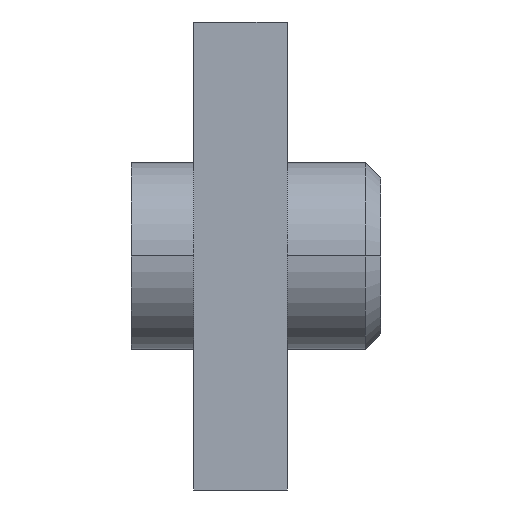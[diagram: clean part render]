
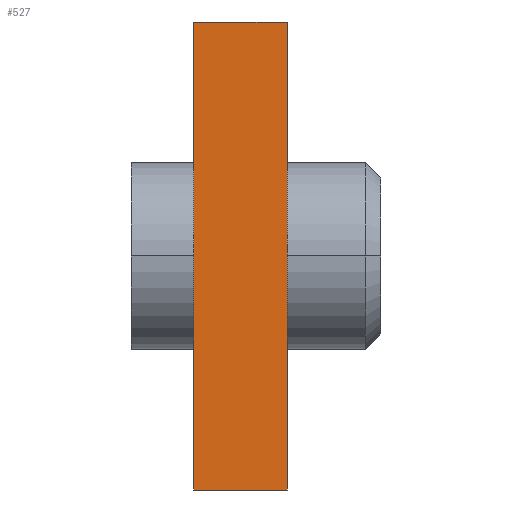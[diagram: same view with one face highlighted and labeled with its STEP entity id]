
A CAD part, left-side view. The second image highlights one B-rep face of the part: STEP entity #527.
In plain terms, the highlighted planar face has unit normal (-1, 0, 0).
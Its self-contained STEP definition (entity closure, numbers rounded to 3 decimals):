
#35 = DIRECTION ( 'NONE',  ( 0., 0., -1. ) ) ;
#45 = EDGE_LOOP ( 'NONE', ( #348, #158, #650, #740 ) ) ;
#141 = CARTESIAN_POINT ( 'NONE',  ( -60., 3., 7.5 ) ) ;
#150 = CARTESIAN_POINT ( 'NONE',  ( -60., 0., -7.5 ) ) ;
#158 = ORIENTED_EDGE ( 'NONE', *, *, #629, .F. ) ;
#211 = FACE_OUTER_BOUND ( 'NONE', #45, .T. ) ;
#219 = LINE ( 'NONE', #292, #419 ) ;
#252 = DIRECTION ( 'NONE',  ( 1., 0., 0. ) ) ;
#254 = CARTESIAN_POINT ( 'NONE',  ( -60., 0., 7.5 ) ) ;
#275 = VERTEX_POINT ( 'NONE', #141 ) ;
#280 = DIRECTION ( 'NONE',  ( 0., 0., 1. ) ) ;
#285 = CARTESIAN_POINT ( 'NONE',  ( -60., 3., -7.5 ) ) ;
#292 = CARTESIAN_POINT ( 'NONE',  ( -60., 3., 7.5 ) ) ;
#348 = ORIENTED_EDGE ( 'NONE', *, *, #504, .T. ) ;
#384 = CARTESIAN_POINT ( 'NONE',  ( -60., 3., -7.5 ) ) ;
#419 = VECTOR ( 'NONE', #1121, 1000. ) ;
#504 = EDGE_CURVE ( 'NONE', #1159, #1061, #910, .T. ) ;
#527 = ADVANCED_FACE ( 'NONE', ( #211 ), #537, .F. ) ;
#537 = PLANE ( 'NONE',  #836 ) ;
#541 = LINE ( 'NONE', #285, #643 ) ;
#551 = CARTESIAN_POINT ( 'NONE',  ( -60., 3., -7.5 ) ) ;
#589 = EDGE_CURVE ( 'NONE', #871, #275, #541, .T. ) ;
#592 = CARTESIAN_POINT ( 'NONE',  ( -60., 0., -7.5 ) ) ;
#619 = CARTESIAN_POINT ( 'NONE',  ( -60., 3., -7.5 ) ) ;
#629 = EDGE_CURVE ( 'NONE', #275, #1061, #219, .T. ) ;
#643 = VECTOR ( 'NONE', #280, 1000. ) ;
#650 = ORIENTED_EDGE ( 'NONE', *, *, #589, .F. ) ;
#740 = ORIENTED_EDGE ( 'NONE', *, *, #1072, .T. ) ;
#836 = AXIS2_PLACEMENT_3D ( 'NONE', #384, #252, #35 ) ;
#848 = VECTOR ( 'NONE', #912, 1000. ) ;
#871 = VERTEX_POINT ( 'NONE', #619 ) ;
#875 = VECTOR ( 'NONE', #929, 1000. ) ;
#910 = LINE ( 'NONE', #150, #848 ) ;
#912 = DIRECTION ( 'NONE',  ( 0., 0., 1. ) ) ;
#929 = DIRECTION ( 'NONE',  ( 0., -1., 0. ) ) ;
#1061 = VERTEX_POINT ( 'NONE', #254 ) ;
#1072 = EDGE_CURVE ( 'NONE', #871, #1159, #1146, .T. ) ;
#1121 = DIRECTION ( 'NONE',  ( 0., -1., 0. ) ) ;
#1146 = LINE ( 'NONE', #551, #875 ) ;
#1159 = VERTEX_POINT ( 'NONE', #592 ) ;
